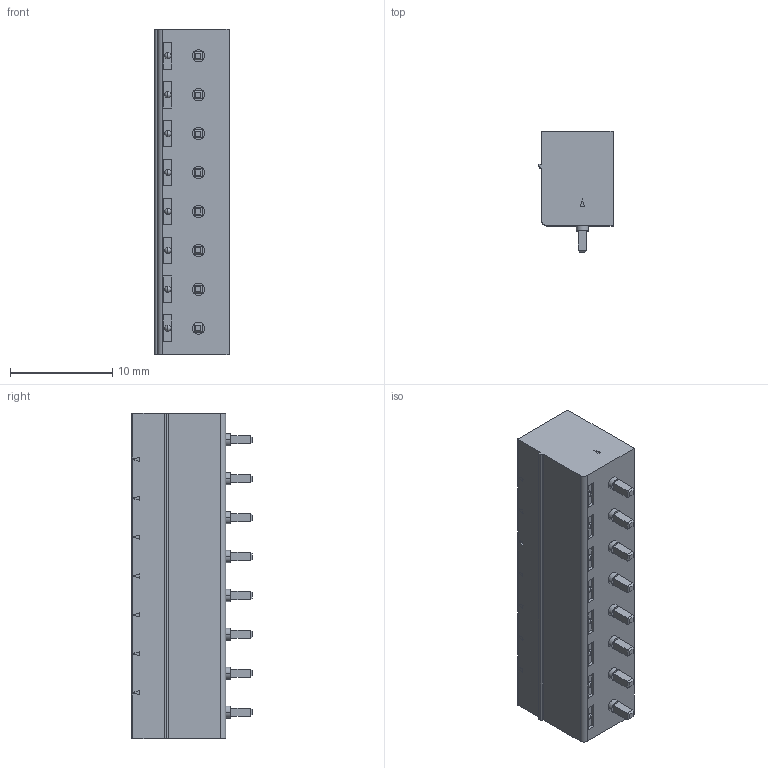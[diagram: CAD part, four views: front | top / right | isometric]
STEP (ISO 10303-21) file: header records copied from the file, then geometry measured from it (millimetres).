
FILE_DESCRIPTION(('SolidDesigner STEP Export'),'2;1');
FILE_NAME('mcv_1.5-8-g-3.81_thr_p2.6.stp','2009-03-19T14:43:05',(''),(''),'CoCreate Modeling STEP processor for AP214 (Solid Model)','CoCreate Modeling 16.00A 16-Aug-2008 (C) Parametric Technology GmbH','');
FILE_SCHEMA(('AUTOMOTIVE_DESIGN { 1 0 10303 214 1 1 1 1 }'));
Length unit declared in the file: millimetre
Products named in the file (2): mcv_1.5-8-g-3.81_thr_p2.6
Assembly tree (1 placements, depth 2):
  mcv_1.5-8-g-3.81_thr_p2.6
    mcv_1.5-8-g-3.81_thr_p2.6
Bounding box: 7.25 x 11.8 x 31.87 mm (x, y, z)
Volume: 1193.9 mm3; surface area: 2632.3 mm2
Topology: 1 solids, 1 shells, 575 faces, 1456 edges, 934 vertices
Faces by surface type: plane 453, cylinder 90, cone 16, sphere 16
Entity records: 21074 total; most frequent: CARTESIAN_POINT 2999, ORIENTED_EDGE 2880, DIRECTION 2573, EDGE_CURVE 1440, VECTOR 1141, LINE 1141, VERTEX_POINT 934, AXIS2_PLACEMENT_3D 716
